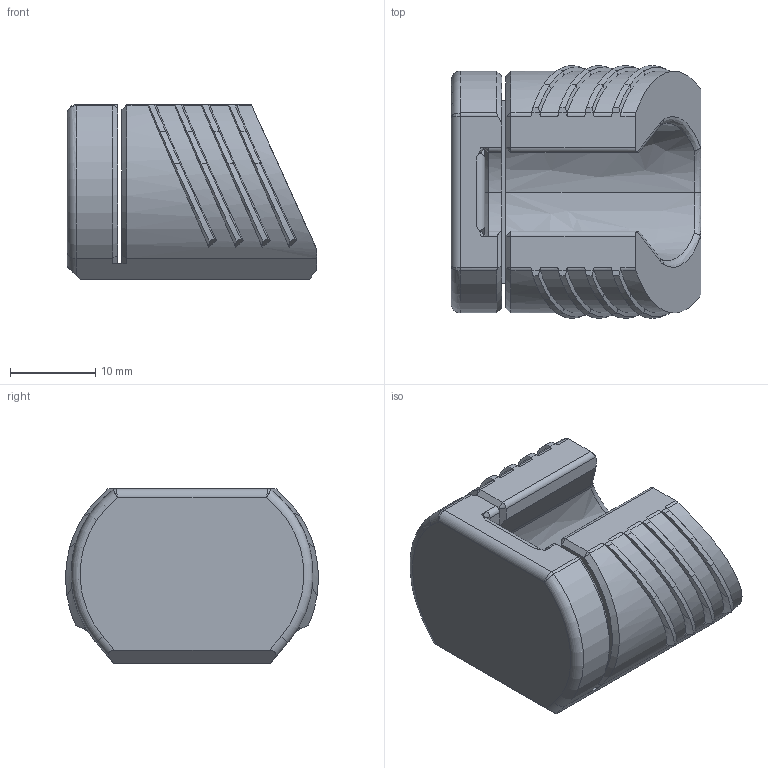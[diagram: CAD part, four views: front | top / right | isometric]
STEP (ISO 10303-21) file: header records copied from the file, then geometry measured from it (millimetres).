
FILE_DESCRIPTION(/* description */ (''),/* implementation_level */ '2;1');
FILE_NAME(/* name */ 'Silicone Bed Spacer Cutting Jig.step',/* time_stamp */ '2023-12-14T02:25:51Z',/* author */ (''),/* organization */ (''),/* preprocessor_version */ 'ST-DEVELOPER v19.2',/* originating_system */ 'Autodesk Translation Framework v12.6.0.85',/* authorisation */ '');
FILE_SCHEMA (('AUTOMOTIVE_DESIGN { 1 0 10303 214 3 1 1 }'));
Length unit declared in the file: millimetre
Products named in the file (2): Silicone Bed Spacer Cutting Jig; JIG
Assembly tree (1 placements, depth 2):
  Silicone Bed Spacer Cutting Jig
    JIG
Bounding box: 29.32 x 29.72 x 20.5 mm (x, y, z)
Volume: 8357.2 mm3; surface area: 4663.2 mm2
Topology: 1 solids, 1 shells, 323 faces, 864 edges, 544 vertices
Faces by surface type: bspline 189, plane 98, cylinder 26, cone 8, torus 2
Entity records: 14158 total; most frequent: CARTESIAN_POINT 7541, ORIENTED_EDGE 1724, EDGE_CURVE 862, DIRECTION 741, VERTEX_POINT 544, B_SPLINE_CURVE_WITH_KNOTS 452, LINE 349, VECTOR 349
